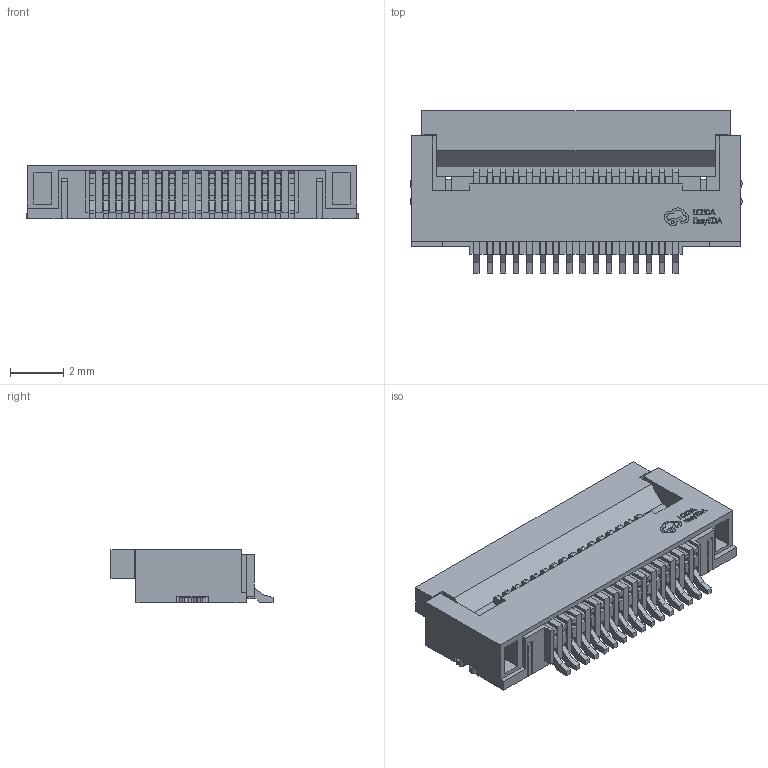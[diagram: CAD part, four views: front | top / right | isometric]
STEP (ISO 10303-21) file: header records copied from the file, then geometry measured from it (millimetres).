
FILE_DESCRIPTION(('FreeCAD Model'),'2;1');
FILE_NAME('Open CASCADE Shape Model','2025-10-31T20:45:30',(''),(''), 'Open CASCADE STEP processor 7.9','FreeCAD','Unknown');
FILE_SCHEMA(('AUTOMOTIVE_DESIGN { 1 0 10303 214 1 1 1 1 }'));
Length unit declared in the file: millimetre
Products named in the file (22): FPC3~FPC-SMD_P0.50-16P_FGS-XJ-H2.0~FPC-SMD_P0.50-16P_FGS-XJ-H2.0~IVTd; FPC-SMD_P0.50-16P_FGS-XJ-H2.0~FPC-SMD_P0.50-16P_FGS-XJ-H2.0~IVTd020; FPC-SMD_P0.50-16P_FGS-XJ-H2.0~FPC-SMD_P0.50-16P_FGS-XJ-H2.0~IVTd; FPC-SMD_P0.50-16P_FGS-XJ-H2.0~FPC-SMD_P0.50-16P_FGS-XJ-H2.0~IVTd001; FPC-SMD_P0.50-16P_FGS-XJ-H2.0~FPC-SMD_P0.50-16P_FGS-XJ-H2.0~IVTd002; FPC-SMD_P0.50-16P_FGS-XJ-H2.0~FPC-SMD_P0.50-16P_FGS-XJ-H2.0~IVTd003; FPC-SMD_P0.50-16P_FGS-XJ-H2.0~FPC-SMD_P0.50-16P_FGS-XJ-H2.0~IVTd004; FPC-SMD_P0.50-16P_FGS-XJ-H2.0~FPC-SMD_P0.50-16P_FGS-XJ-H2.0~IVTd005; FPC-SMD_P0.50-16P_FGS-XJ-H2.0~FPC-SMD_P0.50-16P_FGS-XJ-H2.0~IVTd006; FPC-SMD_P0.50-16P_FGS-XJ-H2.0~FPC-SMD_P0.50-16P_FGS-XJ-H2.0~IVTd007; FPC-SMD_P0.50-16P_FGS-XJ-H2.0~FPC-SMD_P0.50-16P_FGS-XJ-H2.0~IVTd008; FPC-SMD_P0.50-16P_FGS-XJ-H2.0~FPC-SMD_P0.50-16P_FGS-XJ-H2.0~IVTd009; FPC-SMD_P0.50-16P_FGS-XJ-H2.0~FPC-SMD_P0.50-16P_FGS-XJ-H2.0~IVTd010; FPC-SMD_P0.50-16P_FGS-XJ-H2.0~FPC-SMD_P0.50-16P_FGS-XJ-H2.0~IVTd011; FPC-SMD_P0.50-16P_FGS-XJ-H2.0~FPC-SMD_P0.50-16P_FGS-XJ-H2.0~IVTd012; FPC-SMD_P0.50-16P_FGS-XJ-H2.0~FPC-SMD_P0.50-16P_FGS-XJ-H2.0~IVTd013; FPC-SMD_P0.50-16P_FGS-XJ-H2.0~FPC-SMD_P0.50-16P_FGS-XJ-H2.0~IVTd014; FPC-SMD_P0.50-16P_FGS-XJ-H2.0~FPC-SMD_P0.50-16P_FGS-XJ-H2.0~IVTd015; FPC-SMD_P0.50-16P_FGS-XJ-H2.0~FPC-SMD_P0.50-16P_FGS-XJ-H2.0~IVTd016; FPC-SMD_P0.50-16P_FGS-XJ-H2.0~FPC-SMD_P0.50-16P_FGS-XJ-H2.0~IVTd017; FPC-SMD_P0.50-16P_FGS-XJ-H2.0~FPC-SMD_P0.50-16P_FGS-XJ-H2.0~IVTd018; FPC-SMD_P0.50-16P_FGS-XJ-H2.0~FPC-SMD_P0.50-16P_FGS-XJ-H2.0~IVTd019
Assembly tree (21 placements, depth 3):
  FPC3~FPC-SMD_P0.50-16P_FGS-XJ-H2.0~FPC-SMD_P0.50-16P_FGS-XJ-H2.0~IVTd
    FPC-SMD_P0.50-16P_FGS-XJ-H2.0~FPC-SMD_P0.50-16P_FGS-XJ-H2.0~IVTd020
      FPC-SMD_P0.50-16P_FGS-XJ-H2.0~FPC-SMD_P0.50-16P_FGS-XJ-H2.0~IVTd
      FPC-SMD_P0.50-16P_FGS-XJ-H2.0~FPC-SMD_P0.50-16P_FGS-XJ-H2.0~IVTd001
      FPC-SMD_P0.50-16P_FGS-XJ-H2.0~FPC-SMD_P0.50-16P_FGS-XJ-H2.0~IVTd002
      FPC-SMD_P0.50-16P_FGS-XJ-H2.0~FPC-SMD_P0.50-16P_FGS-XJ-H2.0~IVTd003
      FPC-SMD_P0.50-16P_FGS-XJ-H2.0~FPC-SMD_P0.50-16P_FGS-XJ-H2.0~IVTd004
      FPC-SMD_P0.50-16P_FGS-XJ-H2.0~FPC-SMD_P0.50-16P_FGS-XJ-H2.0~IVTd005
      FPC-SMD_P0.50-16P_FGS-XJ-H2.0~FPC-SMD_P0.50-16P_FGS-XJ-H2.0~IVTd006
      FPC-SMD_P0.50-16P_FGS-XJ-H2.0~FPC-SMD_P0.50-16P_FGS-XJ-H2.0~IVTd007
      FPC-SMD_P0.50-16P_FGS-XJ-H2.0~FPC-SMD_P0.50-16P_FGS-XJ-H2.0~IVTd008
      FPC-SMD_P0.50-16P_FGS-XJ-H2.0~FPC-SMD_P0.50-16P_FGS-XJ-H2.0~IVTd009
      FPC-SMD_P0.50-16P_FGS-XJ-H2.0~FPC-SMD_P0.50-16P_FGS-XJ-H2.0~IVTd010
      FPC-SMD_P0.50-16P_FGS-XJ-H2.0~FPC-SMD_P0.50-16P_FGS-XJ-H2.0~IVTd011
      FPC-SMD_P0.50-16P_FGS-XJ-H2.0~FPC-SMD_P0.50-16P_FGS-XJ-H2.0~IVTd012
      FPC-SMD_P0.50-16P_FGS-XJ-H2.0~FPC-SMD_P0.50-16P_FGS-XJ-H2.0~IVTd013
      FPC-SMD_P0.50-16P_FGS-XJ-H2.0~FPC-SMD_P0.50-16P_FGS-XJ-H2.0~IVTd014
      FPC-SMD_P0.50-16P_FGS-XJ-H2.0~FPC-SMD_P0.50-16P_FGS-XJ-H2.0~IVTd015
      FPC-SMD_P0.50-16P_FGS-XJ-H2.0~FPC-SMD_P0.50-16P_FGS-XJ-H2.0~IVTd016
      FPC-SMD_P0.50-16P_FGS-XJ-H2.0~FPC-SMD_P0.50-16P_FGS-XJ-H2.0~IVTd017
      FPC-SMD_P0.50-16P_FGS-XJ-H2.0~FPC-SMD_P0.50-16P_FGS-XJ-H2.0~IVTd018
      FPC-SMD_P0.50-16P_FGS-XJ-H2.0~FPC-SMD_P0.50-16P_FGS-XJ-H2.0~IVTd019
Bounding box: 12.5 x 6.1 x 2.01 mm (x, y, z)
Volume: 84.1 mm3; surface area: 543.7 mm2
Topology: 20 solids, 20 shells, 1198 faces, 3398 edges, 2232 vertices
Faces by surface type: plane 944, bspline 146, cylinder 108
Entity records: 43692 total; most frequent: CARTESIAN_POINT 10460, ORIENTED_EDGE 6796, DIRECTION 5466, EDGE_CURVE 3398, LINE 2886, VECTOR 2886, VERTEX_POINT 2232, AXIS2_PLACEMENT_3D 1290
